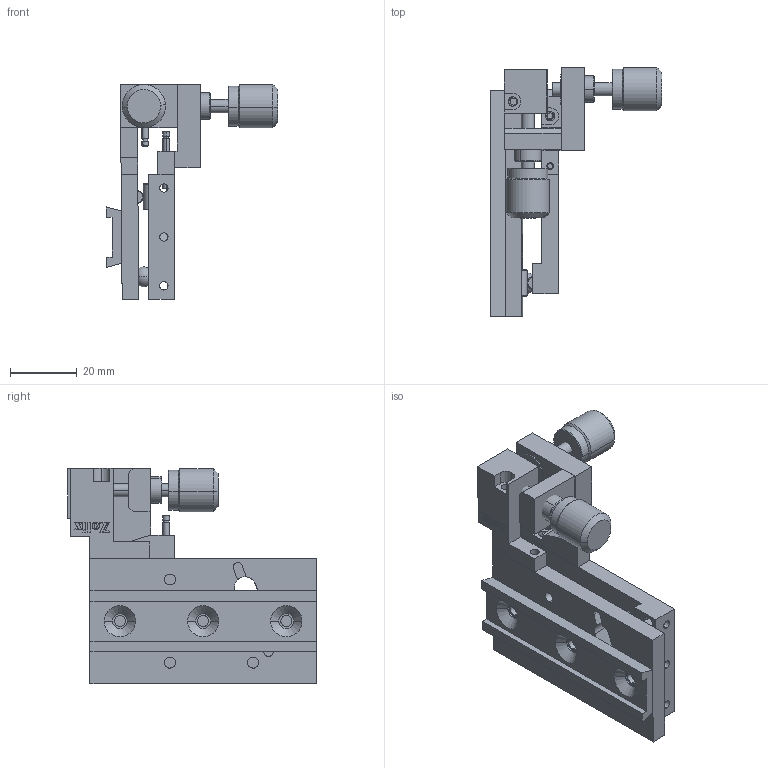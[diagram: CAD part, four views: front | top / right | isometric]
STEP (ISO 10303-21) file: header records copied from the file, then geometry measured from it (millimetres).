
FILE_DESCRIPTION (( 'STEP AP203' ), '1' );
FILE_NAME ('APFP-T.step', '2019-05-08T06:59:49', ( '' ), ( '' ), 'SwSTEP 2.0', 'SolidWorks 2017', '' );
FILE_SCHEMA (( 'CONFIG_CONTROL_DESIGN' ));
Length unit declared in the file: millimetre
Products named in the file (1): APFP-T
Bounding box: 51.65 x 74.7 x 64.7 mm (x, y, z)
Surface area: 23943.4 mm2 (no closed solid volume)
Topology: 0 solids, 17 shells, 289 faces, 991 edges, 718 vertices
Faces by surface type: plane 150, cylinder 101, cone 36, sphere 2
Entity records: 10839 total; most frequent: CARTESIAN_POINT 2048, DIRECTION 1837, ORIENTED_EDGE 1613, EDGE_CURVE 986, VERTEX_POINT 715, VECTOR 697, LINE 697, AXIS2_PLACEMENT_3D 570
